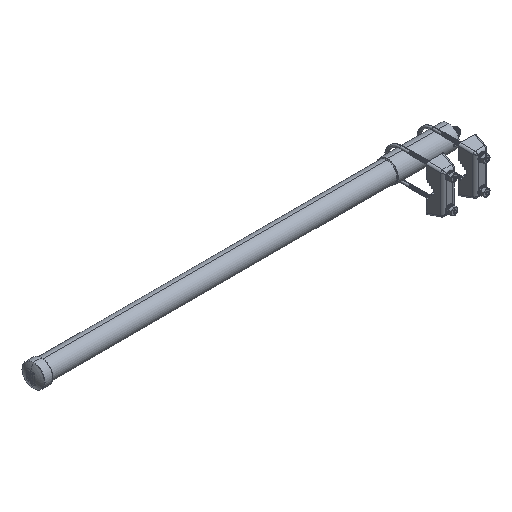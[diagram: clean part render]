
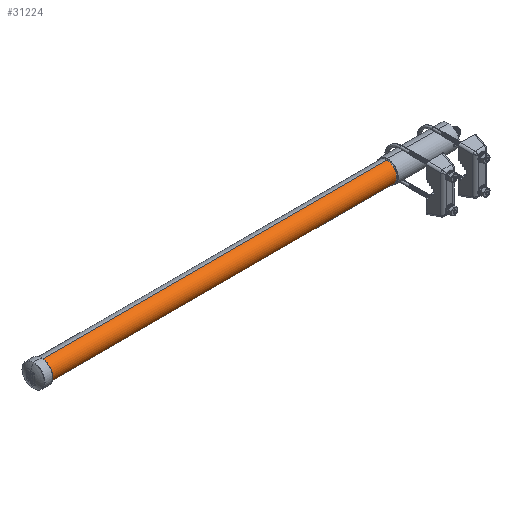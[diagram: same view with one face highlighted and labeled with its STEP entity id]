
A CAD part, isometric view. The second image highlights one B-rep face of the part: STEP entity #31224.
In plain terms, the highlighted cylindrical face has radius 19.177 mm (diameter 38.354 mm), a partial arc.
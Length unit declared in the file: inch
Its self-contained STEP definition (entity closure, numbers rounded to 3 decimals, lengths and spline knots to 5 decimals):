
#2945 = EDGE_LOOP ( 'NONE', ( #11900, #57215, #5797, #33425 ) ) ;
#3015 = EDGE_CURVE ( 'NONE', #25956, #44439, #5007, .T. ) ;
#5007 = CIRCLE ( 'NONE', #29493, 0.755 ) ;
#5797 = ORIENTED_EDGE ( 'NONE', *, *, #40768, .T. ) ;
#8597 = DIRECTION ( 'NONE',  ( 1., 0., 0. ) ) ;
#11738 = VECTOR ( 'NONE', #26770, 39.37008 ) ;
#11900 = ORIENTED_EDGE ( 'NONE', *, *, #32382, .F. ) ;
#13237 = CARTESIAN_POINT ( 'NONE',  ( 8.51438, 0., 0.755 ) ) ;
#14329 = CARTESIAN_POINT ( 'NONE',  ( -31.4272, 0., -0.755 ) ) ;
#18934 = DIRECTION ( 'NONE',  ( 1., 0., 0. ) ) ;
#22334 = LINE ( 'NONE', #13237, #11738 ) ;
#23990 = AXIS2_PLACEMENT_3D ( 'NONE', #31003, #35525, #26683 ) ;
#24226 = VECTOR ( 'NONE', #38298, 39.37008 ) ;
#25956 = VERTEX_POINT ( 'NONE', #49947 ) ;
#26683 = DIRECTION ( 'NONE',  ( 0., 0., -1. ) ) ;
#26770 = DIRECTION ( 'NONE',  ( 1., 0., 0. ) ) ;
#27280 = FACE_OUTER_BOUND ( 'NONE', #2945, .T. ) ;
#27387 = EDGE_CURVE ( 'NONE', #57172, #52513, #27429, .T. ) ;
#27429 = CIRCLE ( 'NONE', #42011, 0.755 ) ;
#29493 = AXIS2_PLACEMENT_3D ( 'NONE', #35538, #8597, #40043 ) ;
#31003 = CARTESIAN_POINT ( 'NONE',  ( 8.51438, 0., 0. ) ) ;
#31224 = ADVANCED_FACE ( 'NONE', ( #27280 ), #56122, .T. ) ;
#32382 = EDGE_CURVE ( 'NONE', #57172, #25956, #22334, .T. ) ;
#33320 = CARTESIAN_POINT ( 'NONE',  ( -31.4272, 0., 0.755 ) ) ;
#33425 = ORIENTED_EDGE ( 'NONE', *, *, #3015, .F. ) ;
#35525 = DIRECTION ( 'NONE',  ( 1., 0., 0. ) ) ;
#35538 = CARTESIAN_POINT ( 'NONE',  ( -4.7644, 0., 0. ) ) ;
#36174 = LINE ( 'NONE', #51707, #24226 ) ;
#36941 = CARTESIAN_POINT ( 'NONE',  ( -4.7644, 0., -0.755 ) ) ;
#38298 = DIRECTION ( 'NONE',  ( 1., 0., 0. ) ) ;
#40043 = DIRECTION ( 'NONE',  ( 0., 0., -1. ) ) ;
#40768 = EDGE_CURVE ( 'NONE', #52513, #44439, #36174, .T. ) ;
#42011 = AXIS2_PLACEMENT_3D ( 'NONE', #45864, #18934, #50388 ) ;
#44439 = VERTEX_POINT ( 'NONE', #36941 ) ;
#45864 = CARTESIAN_POINT ( 'NONE',  ( -31.4272, 0., 0. ) ) ;
#49947 = CARTESIAN_POINT ( 'NONE',  ( -4.7644, 0., 0.755 ) ) ;
#50388 = DIRECTION ( 'NONE',  ( 0., 0., -1. ) ) ;
#51707 = CARTESIAN_POINT ( 'NONE',  ( 8.51438, 0., -0.755 ) ) ;
#52513 = VERTEX_POINT ( 'NONE', #14329 ) ;
#56122 = CYLINDRICAL_SURFACE ( 'NONE', #23990, 0.755 ) ;
#57172 = VERTEX_POINT ( 'NONE', #33320 ) ;
#57215 = ORIENTED_EDGE ( 'NONE', *, *, #27387, .T. ) ;
